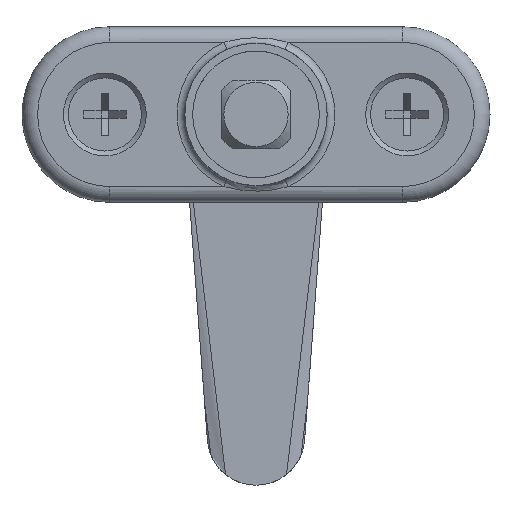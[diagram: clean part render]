
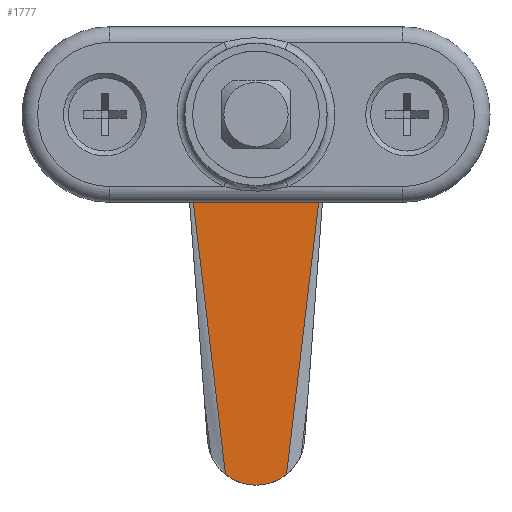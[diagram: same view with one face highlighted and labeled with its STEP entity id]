
A CAD part, top view. The second image highlights one B-rep face of the part: STEP entity #1777.
In plain terms, the highlighted face is planar.
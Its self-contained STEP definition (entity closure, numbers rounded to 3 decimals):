
#121=FACE_BOUND('',#335,.T.);
#150=PLANE('',#2046);
#216=FACE_OUTER_BOUND('',#334,.T.);
#334=EDGE_LOOP('',(#1327,#1328,#1329,#1330));
#335=EDGE_LOOP('',(#1331,#1332,#1333,#1334));
#457=LINE('',#2904,#594);
#463=LINE('',#2918,#600);
#465=LINE('',#2926,#602);
#469=LINE('',#2934,#606);
#472=LINE('',#2940,#609);
#475=LINE('',#2945,#612);
#594=VECTOR('',#2311,10.);
#600=VECTOR('',#2319,10.);
#602=VECTOR('',#2329,10.);
#606=VECTOR('',#2335,10.);
#609=VECTOR('',#2340,10.);
#612=VECTOR('',#2345,10.);
#719=CIRCLE('',#2027,5.);
#721=CIRCLE('',#2045,7.5);
#820=VERTEX_POINT('',#2850);
#821=VERTEX_POINT('',#2859);
#832=VERTEX_POINT('',#2903);
#833=VERTEX_POINT('',#2908);
#834=VERTEX_POINT('',#2924);
#835=VERTEX_POINT('',#2925);
#838=VERTEX_POINT('',#2933);
#840=VERTEX_POINT('',#2939);
#985=EDGE_CURVE('',#821,#820,#719,.T.);
#1001=EDGE_CURVE('',#821,#832,#457,.T.);
#1007=EDGE_CURVE('',#833,#820,#463,.T.);
#1009=EDGE_CURVE('',#834,#835,#465,.T.);
#1013=EDGE_CURVE('',#835,#838,#469,.T.);
#1016=EDGE_CURVE('',#838,#840,#472,.T.);
#1019=EDGE_CURVE('',#840,#834,#475,.T.);
#1022=EDGE_CURVE('',#832,#833,#721,.T.);
#1327=ORIENTED_EDGE('',*,*,#985,.T.);
#1328=ORIENTED_EDGE('',*,*,#1007,.F.);
#1329=ORIENTED_EDGE('',*,*,#1022,.F.);
#1330=ORIENTED_EDGE('',*,*,#1001,.F.);
#1331=ORIENTED_EDGE('',*,*,#1016,.T.);
#1332=ORIENTED_EDGE('',*,*,#1019,.T.);
#1333=ORIENTED_EDGE('',*,*,#1009,.T.);
#1334=ORIENTED_EDGE('',*,*,#1013,.T.);
#1777=ADVANCED_FACE('',(#216,#121),#150,.F.);
#2027=AXIS2_PLACEMENT_3D('',#2860,#2284,#2285);
#2045=AXIS2_PLACEMENT_3D('',#2949,#2351,#2352);
#2046=AXIS2_PLACEMENT_3D('',#2950,#2353,#2354);
#2284=DIRECTION('center_axis',(0.,0.,-1.));
#2285=DIRECTION('ref_axis',(-1.,0.,0.));
#2311=DIRECTION('',(0.993,-0.117,0.));
#2319=DIRECTION('',(-0.993,-0.117,0.));
#2329=DIRECTION('',(0.,1.,0.));
#2335=DIRECTION('',(-1.,0.,0.));
#2340=DIRECTION('',(0.,-1.,0.));
#2345=DIRECTION('',(1.,0.,0.));
#2351=DIRECTION('center_axis',(0.,0.,1.));
#2352=DIRECTION('ref_axis',(-0.117,-0.993,0.));
#2353=DIRECTION('center_axis',(0.,0.,1.));
#2354=DIRECTION('ref_axis',(1.,0.,0.));
#2850=CARTESIAN_POINT('',(-37.399,3.13,0.));
#2859=CARTESIAN_POINT('',(-37.399,-3.13,0.));
#2860=CARTESIAN_POINT('Origin',(-33.5,0.,0.));
#2903=CARTESIAN_POINT('',(-0.881,-7.448,0.));
#2904=CARTESIAN_POINT('',(-38.5,-3.,0.));
#2908=CARTESIAN_POINT('',(-0.881,7.448,0.));
#2918=CARTESIAN_POINT('',(0.,7.552,0.));
#2924=CARTESIAN_POINT('',(1.65,-2.15,0.));
#2925=CARTESIAN_POINT('',(1.65,2.15,0.));
#2926=CARTESIAN_POINT('',(1.65,-1.075,0.));
#2933=CARTESIAN_POINT('',(-2.65,2.15,0.));
#2934=CARTESIAN_POINT('',(-6.758,2.15,0.));
#2939=CARTESIAN_POINT('',(-2.65,-2.15,0.));
#2940=CARTESIAN_POINT('',(-2.65,1.075,0.));
#2945=CARTESIAN_POINT('',(-8.908,-2.15,0.));
#2949=CARTESIAN_POINT('Origin',(0.,0.,0.));
#2950=CARTESIAN_POINT('Origin',(-15.167,0.,
0.));
